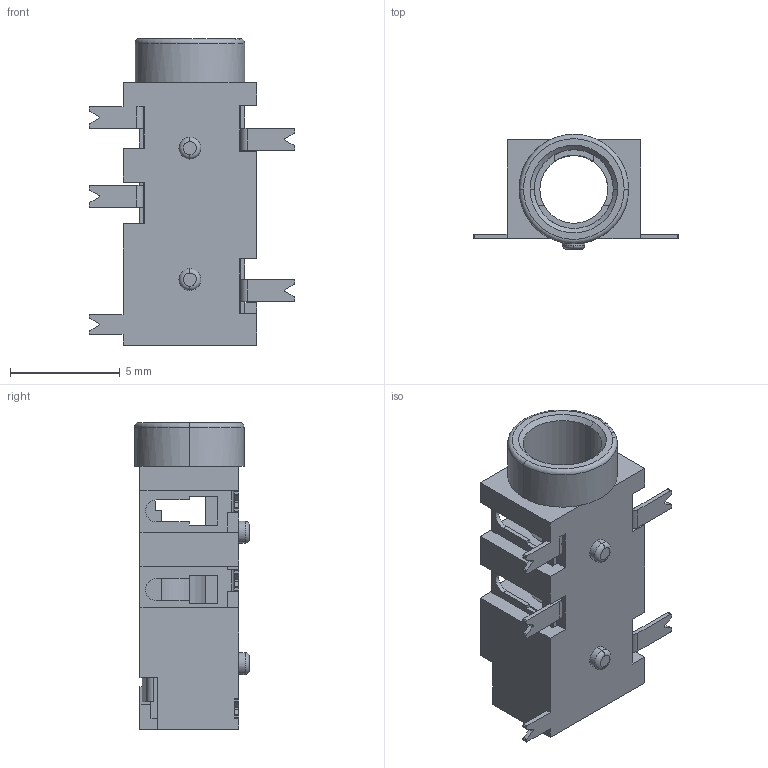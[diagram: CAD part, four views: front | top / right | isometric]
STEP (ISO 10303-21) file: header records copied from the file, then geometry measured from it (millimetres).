
FILE_DESCRIPTION((''),'2;1');
FILE_NAME('PJ-327A0-SMT_ASM','2022-10-20T14:34:29',('gdxia'),(''),'CREO PARAMETRIC BY PTC INC, 2020053','CREO PARAMETRIC BY PTC INC, 2020053','');
FILE_SCHEMA(('CONFIG_CONTROL_DESIGN'));
Length unit declared in the file: millimetre
Products named in the file (4): PJ-327A0-SMT_12_1; PJ-327A0-SMT_12_2; PJ-327A0-SMT_12_ASM; PJ-327A0-SMT_ASM
Assembly tree (3 placements, depth 3):
  PJ-327A0-SMT_ASM
    PJ-327A0-SMT_12_ASM
      PJ-327A0-SMT_12_1
      PJ-327A0-SMT_12_2
Bounding box: 9.4 x 5.25 x 14 mm (x, y, z)
Volume: 202.9 mm3; surface area: 627.7 mm2
Topology: 2 solids, 2 shells, 757 faces, 2217 edges, 1473 vertices
Faces by surface type: plane 693, cylinder 56, torus 6, cone 2
Entity records: 24881 total; most frequent: CARTESIAN_POINT 4456, ORIENTED_EDGE 4434, DIRECTION 3905, EDGE_CURVE 2217, VECTOR 2061, LINE 2061, VERTEX_POINT 1473, AXIS2_PLACEMENT_3D 922
